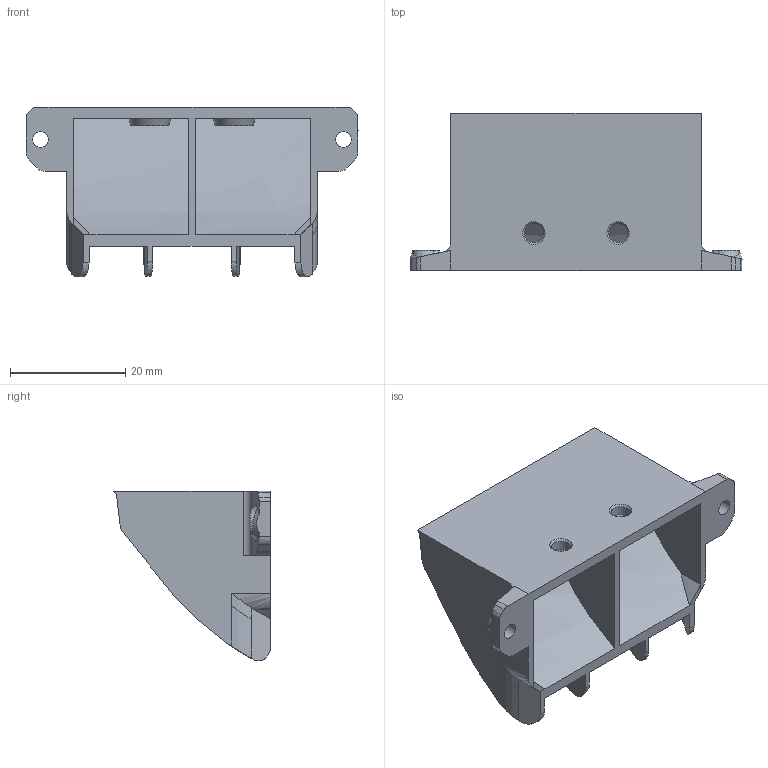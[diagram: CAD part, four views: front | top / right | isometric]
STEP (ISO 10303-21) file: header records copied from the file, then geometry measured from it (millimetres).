
FILE_DESCRIPTION(/* description */ (''),/* implementation_level */ '2;1');
FILE_NAME(/* name */ 'Goliath_AUX_Aero_Diverter.step',/* time_stamp */ '2024-10-03T20:08:20Z',/* author */ (''),/* organization */ (''),/* preprocessor_version */ 'ST-DEVELOPER v20',/* originating_system */ 'Autodesk Translation Framework v13.20.0.188',/* authorisation */ '');
FILE_SCHEMA (('AUTOMOTIVE_DESIGN { 1 0 10303 214 3 1 1 }'));
Length unit declared in the file: millimetre
Products named in the file (1): (Unsaved)
Bounding box: 57.5 x 27.17 x 29.44 mm (x, y, z)
Volume: 6405.4 mm3; surface area: 8697.6 mm2
Topology: 1 solids, 1 shells, 118 faces, 336 edges, 220 vertices
Faces by surface type: plane 50, bspline 38, cylinder 26, cone 4
Full cylindrical faces by diameter (mm): 2.7 x2, 3.3 x2
Entity records: 6207 total; most frequent: CARTESIAN_POINT 3365, ORIENTED_EDGE 668, DIRECTION 448, EDGE_CURVE 334, VERTEX_POINT 220, LINE 170, VECTOR 170, AXIS2_PLACEMENT_3D 139
